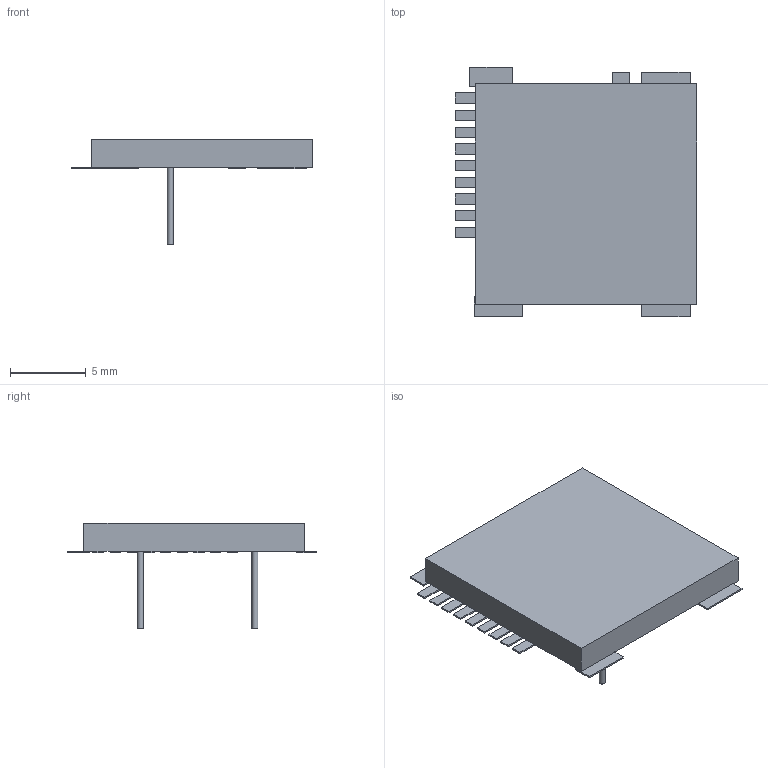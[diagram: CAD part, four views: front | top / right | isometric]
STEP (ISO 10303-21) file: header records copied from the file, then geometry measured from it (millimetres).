
FILE_DESCRIPTION(('FreeCAD Model'),'2;1');
FILE_NAME('732968.1.3.stp','2020-04-09T08:07:07',( 'Author'),(''),'Open CASCADE STEP processor 6.9','FreeCAD','Unknown' );
FILE_SCHEMA(('AUTOMOTIVE_DESIGN { 1 0 10303 214 1 1 1 1 }'));
Length unit declared in the file: millimetre
Products named in the file (4): ASSEMBLY; Body; Pins; Leads
Assembly tree (4 placements, depth 2):
  ASSEMBLY
    Body
    Pins
    Leads  x2
Bounding box: 15.91 x 16.4 x 6.95 mm (x, y, z)
Volume: 396.7 mm3; surface area: 615.1 mm2
Topology: 19 solids, 19 shells, 102 faces, 192 edges, 128 vertices
Faces by surface type: plane 98, cylinder 4
Full cylindrical faces by diameter (mm): 0.4 x4
Entity records: 5010 total; most frequent: CARTESIAN_POINT 783, DIRECTION 764, LINE 550, VECTOR 550, ORIENTED_EDGE 372, PCURVE 372, DEFINITIONAL_REPRESENTATION 372, EDGE_CURVE 186
